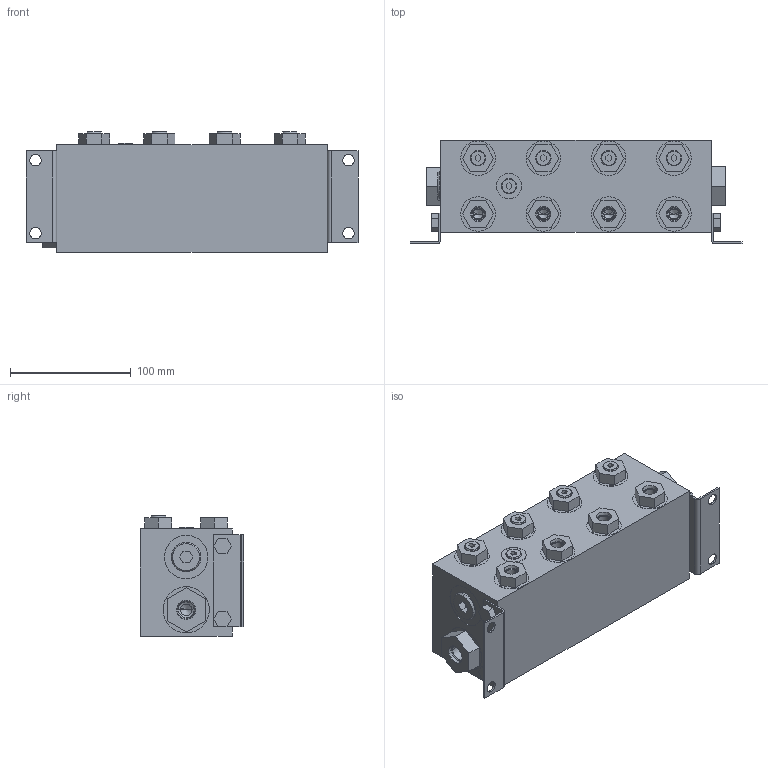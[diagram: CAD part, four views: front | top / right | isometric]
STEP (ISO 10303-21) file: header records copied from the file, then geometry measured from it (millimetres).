
FILE_DESCRIPTION((''),'2;1');
FILE_NAME('ILC70941104','2005-05-17T',('KR'),(''),'PRO/ENGINEER BY PARAMETRIC TECHNOLOGY CORPORATION, 2004290','PRO/ENGINEER BY PARAMETRIC TECHNOLOGY CORPORATION, 2004290','');
FILE_SCHEMA(('AUTOMOTIVE_DESIGN_CC2 { 1 2 10303 214 -1 1 5 2 }'));
Length unit declared in the file: inch
Products named in the file (1): ILC70941104
Bounding box: 275.08 x 85.85 x 99.74 mm (x, y, z)
Volume: 1523506.6 mm3; surface area: 178387.8 mm2
Topology: 8 solids, 55 shells, 823 faces, 1946 edges, 1199 vertices
Faces by surface type: cylinder 308, plane 277, cone 238
Entity records: 23115 total; most frequent: DIRECTION 4346, CARTESIAN_POINT 3871, ORIENTED_EDGE 3524, EDGE_CURVE 1848, AXIS2_PLACEMENT_3D 1674, VERTEX_POINT 1199, VECTOR 998, LINE 998
